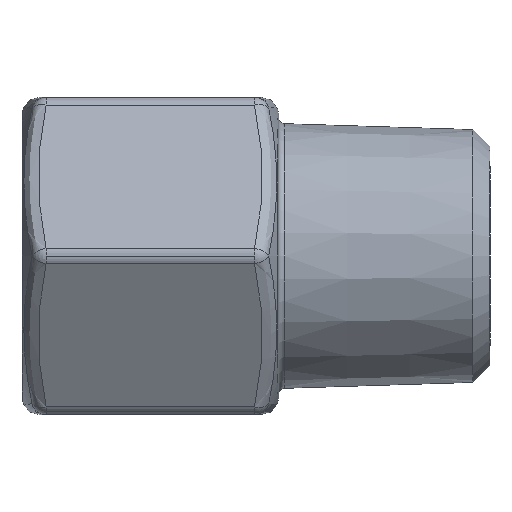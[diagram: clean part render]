
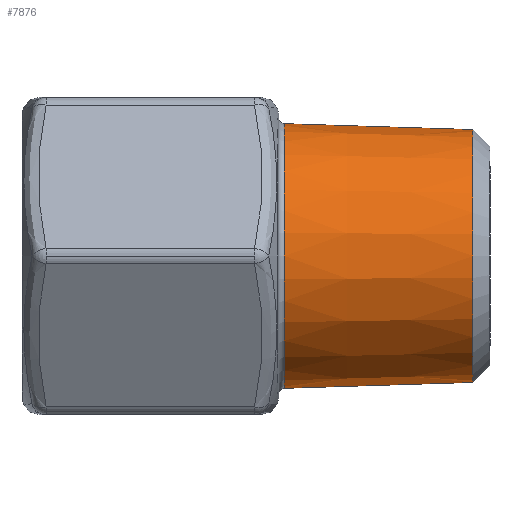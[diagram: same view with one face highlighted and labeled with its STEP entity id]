
A CAD part, front view. The second image highlights one B-rep face of the part: STEP entity #7876.
In plain terms, the highlighted conical face has half-angle 1.79 degrees and reference radius 8.374 mm.
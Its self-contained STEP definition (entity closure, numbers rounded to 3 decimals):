
#843 = ORIENTED_EDGE ( 'NONE', *, *, #21873, .T. ) ;
#951 = CARTESIAN_POINT ( 'NONE',  ( 29.87, 0., 0. ) ) ;
#1279 = ORIENTED_EDGE ( 'NONE', *, *, #14065, .T. ) ;
#1896 = AXIS2_PLACEMENT_3D ( 'NONE', #951, #4147, #16247 ) ;
#2726 = LINE ( 'NONE', #4676, #3765 ) ;
#2777 = ORIENTED_EDGE ( 'NONE', *, *, #3233, .F. ) ;
#3122 = DIRECTION ( 'NONE',  ( -1., 0., -0.031 ) ) ;
#3233 = EDGE_CURVE ( 'NONE', #14718, #19050, #6338, .T. ) ;
#3510 = VERTEX_POINT ( 'NONE', #5577 ) ;
#3727 = CARTESIAN_POINT ( 'NONE',  ( 29.87, 0., 0. ) ) ;
#3765 = VECTOR ( 'NONE', #11536, 1000. ) ;
#3937 = VECTOR ( 'NONE', #3122, 1000. ) ;
#3958 = CARTESIAN_POINT ( 'NONE',  ( 17.388, 0., -8.764 ) ) ;
#4147 = DIRECTION ( 'NONE',  ( -1., 0., 0. ) ) ;
#4293 = AXIS2_PLACEMENT_3D ( 'NONE', #3727, #12091, #12015 ) ;
#4676 = CARTESIAN_POINT ( 'NONE',  ( 29.87, 0., 8.374 ) ) ;
#5290 = CARTESIAN_POINT ( 'NONE',  ( 29.87, 0., 8.374 ) ) ;
#5577 = CARTESIAN_POINT ( 'NONE',  ( 17.388, 0., 8.764 ) ) ;
#6338 = LINE ( 'NONE', #6561, #3937 ) ;
#6561 = CARTESIAN_POINT ( 'NONE',  ( 29.87, 0., -8.374 ) ) ;
#6980 = FACE_OUTER_BOUND ( 'NONE', #17971, .T. ) ;
#7876 = ADVANCED_FACE ( 'NONE', ( #6980 ), #10176, .T. ) ;
#8016 = VERTEX_POINT ( 'NONE', #5290 ) ;
#10176 = CONICAL_SURFACE ( 'NONE', #1896, 8.374, 0.031 ) ;
#11388 = EDGE_CURVE ( 'NONE', #8016, #3510, #2726, .T. ) ;
#11536 = DIRECTION ( 'NONE',  ( -1., 0., 0.031 ) ) ;
#12015 = DIRECTION ( 'NONE',  ( 0., 0., 1. ) ) ;
#12091 = DIRECTION ( 'NONE',  ( -1., 0., 0. ) ) ;
#13483 = CIRCLE ( 'NONE', #4293, 8.374 ) ;
#14065 = EDGE_CURVE ( 'NONE', #3510, #19050, #14644, .T. ) ;
#14644 = CIRCLE ( 'NONE', #19877, 8.764 ) ;
#14718 = VERTEX_POINT ( 'NONE', #21938 ) ;
#16247 = DIRECTION ( 'NONE',  ( 0., 0., 1. ) ) ;
#17225 = DIRECTION ( 'NONE',  ( 0., 0., 1. ) ) ;
#17298 = DIRECTION ( 'NONE',  ( 1., 0., 0. ) ) ;
#17971 = EDGE_LOOP ( 'NONE', ( #2777, #843, #19128, #1279 ) ) ;
#18788 = CARTESIAN_POINT ( 'NONE',  ( 17.388, 0., 0. ) ) ;
#19050 = VERTEX_POINT ( 'NONE', #3958 ) ;
#19128 = ORIENTED_EDGE ( 'NONE', *, *, #11388, .T. ) ;
#19877 = AXIS2_PLACEMENT_3D ( 'NONE', #18788, #17298, #17225 ) ;
#21873 = EDGE_CURVE ( 'NONE', #14718, #8016, #13483, .T. ) ;
#21938 = CARTESIAN_POINT ( 'NONE',  ( 29.87, 0., -8.374 ) ) ;
